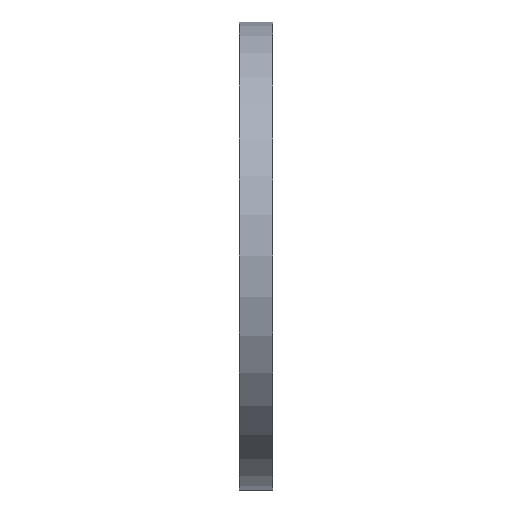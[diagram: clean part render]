
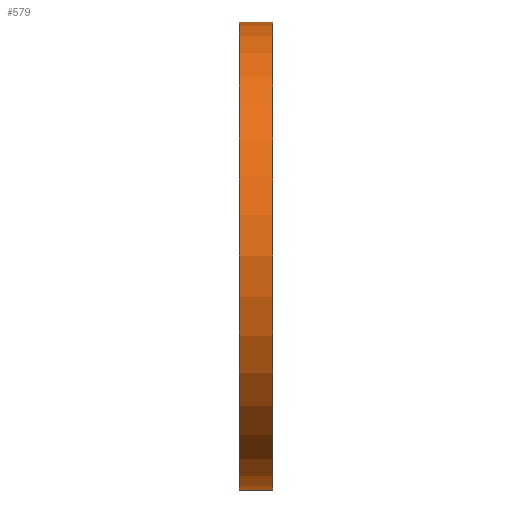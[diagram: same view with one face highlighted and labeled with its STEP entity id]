
A CAD part, left-side view. The second image highlights one B-rep face of the part: STEP entity #579.
In plain terms, the highlighted cylindrical face has radius 170 mm (diameter 340 mm), a partial arc.
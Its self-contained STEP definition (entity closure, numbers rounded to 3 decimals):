
#11 = ORIENTED_EDGE ( 'NONE', *, *, #215, .T. ) ;
#31 = EDGE_CURVE ( 'NONE', #589, #335, #259, .T. ) ;
#38 = EDGE_LOOP ( 'NONE', ( #340, #506, #11, #509 ) ) ;
#73 = FACE_OUTER_BOUND ( 'NONE', #38, .T. ) ;
#135 = CARTESIAN_POINT ( 'NONE',  ( 0., 24., -170. ) ) ;
#182 = CARTESIAN_POINT ( 'NONE',  ( 0., 24., 0. ) ) ;
#209 = DIRECTION ( 'NONE',  ( 0., -1., 0. ) ) ;
#215 = EDGE_CURVE ( 'NONE', #651, #595, #451, .T. ) ;
#216 = AXIS2_PLACEMENT_3D ( 'NONE', #182, #484, #713 ) ;
#224 = CARTESIAN_POINT ( 'NONE',  ( 0., 24., 0. ) ) ;
#228 = CARTESIAN_POINT ( 'NONE',  ( 0., 0., 0. ) ) ;
#234 = DIRECTION ( 'NONE',  ( 0., 0., 1. ) ) ;
#243 = CARTESIAN_POINT ( 'NONE',  ( 0., 0., -170. ) ) ;
#259 = LINE ( 'NONE', #545, #434 ) ;
#335 = VERTEX_POINT ( 'NONE', #655 ) ;
#336 = DIRECTION ( 'NONE',  ( 0., 0., 1. ) ) ;
#340 = ORIENTED_EDGE ( 'NONE', *, *, #31, .F. ) ;
#347 = AXIS2_PLACEMENT_3D ( 'NONE', #228, #759, #336 ) ;
#356 = CARTESIAN_POINT ( 'NONE',  ( 0., 24., 170. ) ) ;
#398 = CIRCLE ( 'NONE', #347, 170. ) ;
#421 = EDGE_CURVE ( 'NONE', #651, #589, #685, .T. ) ;
#434 = VECTOR ( 'NONE', #667, 1000. ) ;
#451 = LINE ( 'NONE', #690, #636 ) ;
#478 = EDGE_CURVE ( 'NONE', #595, #335, #398, .T. ) ;
#484 = DIRECTION ( 'NONE',  ( 0., -1., 0. ) ) ;
#506 = ORIENTED_EDGE ( 'NONE', *, *, #421, .F. ) ;
#509 = ORIENTED_EDGE ( 'NONE', *, *, #478, .T. ) ;
#515 = DIRECTION ( 'NONE',  ( 0., 1., 0. ) ) ;
#545 = CARTESIAN_POINT ( 'NONE',  ( 0., 24., 170. ) ) ;
#559 = AXIS2_PLACEMENT_3D ( 'NONE', #224, #515, #234 ) ;
#579 = ADVANCED_FACE ( 'NONE', ( #73 ), #707, .T. ) ;
#589 = VERTEX_POINT ( 'NONE', #356 ) ;
#595 = VERTEX_POINT ( 'NONE', #243 ) ;
#636 = VECTOR ( 'NONE', #209, 1000. ) ;
#651 = VERTEX_POINT ( 'NONE', #135 ) ;
#655 = CARTESIAN_POINT ( 'NONE',  ( 0., 0., 170. ) ) ;
#667 = DIRECTION ( 'NONE',  ( 0., -1., 0. ) ) ;
#685 = CIRCLE ( 'NONE', #559, 170. ) ;
#690 = CARTESIAN_POINT ( 'NONE',  ( 0., 24., -170. ) ) ;
#707 = CYLINDRICAL_SURFACE ( 'NONE', #216, 170. ) ;
#713 = DIRECTION ( 'NONE',  ( 0., 0., -1. ) ) ;
#759 = DIRECTION ( 'NONE',  ( 0., 1., 0. ) ) ;
